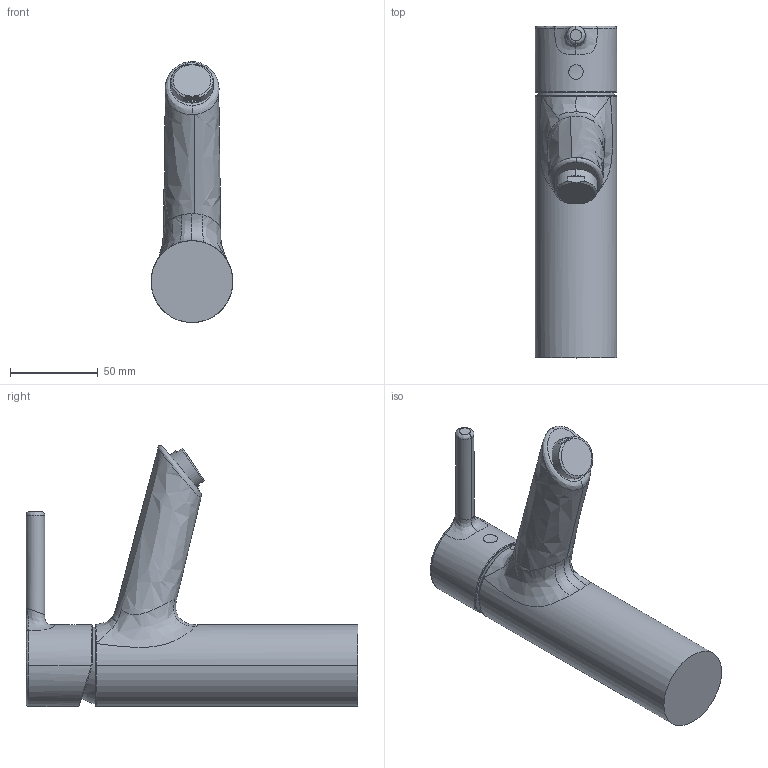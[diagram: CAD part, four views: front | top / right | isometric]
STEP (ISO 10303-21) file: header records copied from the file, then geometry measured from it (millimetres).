
FILE_DESCRIPTION (( 'STEP AP203' ), '1' );
FILE_NAME ('2605AF-105(2022)+523722670005(2022).STEP', '2022-11-02T05:58:56', ( '' ), ( '' ), 'SwSTEP 2.0', 'SolidWorks 2016', '' );
FILE_SCHEMA (( 'CONFIG_CONTROL_DESIGN' ));
Length unit declared in the file: millimetre
Products named in the file (1): 2605AF-105(2022)+523722670005(2022)
Bounding box: 46.5 x 188.5 x 148.34 mm (x, y, z)
Volume: 415230.5 mm3; surface area: 50732.5 mm2
Topology: 4 solids, 4 shells, 76 faces, 180 edges, 113 vertices
Faces by surface type: bspline 39, cylinder 16, plane 15, cone 6
Entity records: 10119 total; most frequent: CARTESIAN_POINT 8606, ORIENTED_EDGE 356, DIRECTION 199, EDGE_CURVE 178, VERTEX_POINT 113, B_SPLINE_CURVE_WITH_KNOTS 96, AXIS2_PLACEMENT_3D 84, EDGE_LOOP 79
